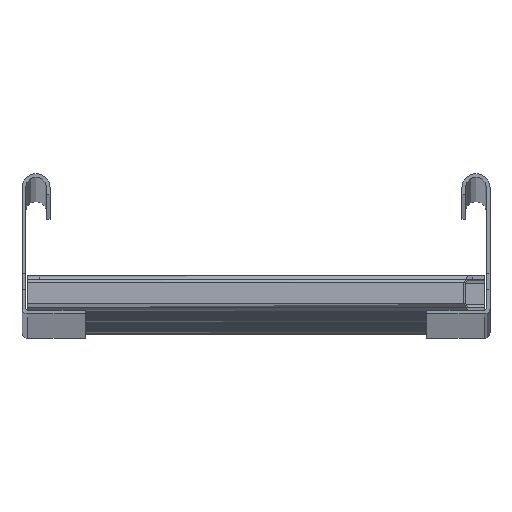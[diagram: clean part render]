
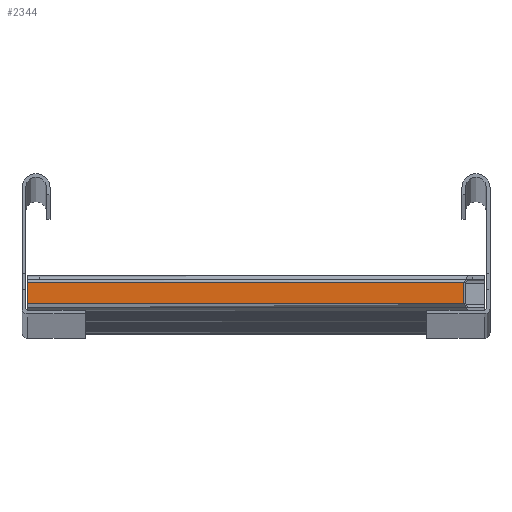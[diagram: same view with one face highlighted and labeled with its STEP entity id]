
A CAD part, top view. The second image highlights one B-rep face of the part: STEP entity #2344.
In plain terms, the highlighted face is planar.
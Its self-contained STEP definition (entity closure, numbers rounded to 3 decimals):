
#1788=DIRECTION('',(0.,0.,-1.));
#1789=VECTOR('',#1788,186.34);
#1790=CARTESIAN_POINT('',(0.,3.,
186.34));
#1791=LINE('',#1790,#1789);
#1868=DIRECTION('',(0.,1.,0.));
#1869=VECTOR('',#1868,9.);
#1870=CARTESIAN_POINT('',(0.,3.,
186.34));
#1871=LINE('',#1870,#1869);
#1872=DIRECTION('',(0.,-1.,0.));
#1873=VECTOR('',#1872,9.);
#1874=CARTESIAN_POINT('',(0.,12.,0.));
#1875=LINE('',#1874,#1873);
#1876=DIRECTION('',(0.,0.,1.));
#1877=VECTOR('',#1876,186.34);
#1878=CARTESIAN_POINT('',(0.,12.,0.));
#1879=LINE('',#1878,#1877);
#1914=CARTESIAN_POINT('',(0.,12.,0.));
#1915=VERTEX_POINT('',#1914);
#1916=CARTESIAN_POINT('',(0.,3.,0.));
#1917=VERTEX_POINT('',#1916);
#1932=CARTESIAN_POINT('',(0.,3.,
186.34));
#1933=CARTESIAN_POINT('',(0.,12.,186.34));
#1934=VERTEX_POINT('',#1932);
#1935=VERTEX_POINT('',#1933);
#2332=CARTESIAN_POINT('',(0.,0.,-300.));
#2333=DIRECTION('',(-1.,0.,0.));
#2334=DIRECTION('',(0.,1.,0.));
#2335=AXIS2_PLACEMENT_3D('',#2332,#2333,#2334);
#2336=PLANE('',#2335);
#2338=ORIENTED_EDGE('',*,*,#2337,.T.);
#2339=ORIENTED_EDGE('',*,*,#2256,.F.);
#2340=ORIENTED_EDGE('',*,*,#2241,.T.);
#2341=ORIENTED_EDGE('',*,*,#2006,.F.);
#2342=EDGE_LOOP('',(#2338,#2339,#2340,#2341));
#2343=FACE_OUTER_BOUND('',#2342,.F.);
#2344=ADVANCED_FACE('',(#2343),#2336,.T.);
#2006=EDGE_CURVE('',#1915,#1917,#1875,.T.);
#2241=EDGE_CURVE('',#1934,#1917,#1791,.T.);
#2256=EDGE_CURVE('',#1934,#1935,#1871,.T.);
#2337=EDGE_CURVE('',#1915,#1935,#1879,.T.);
